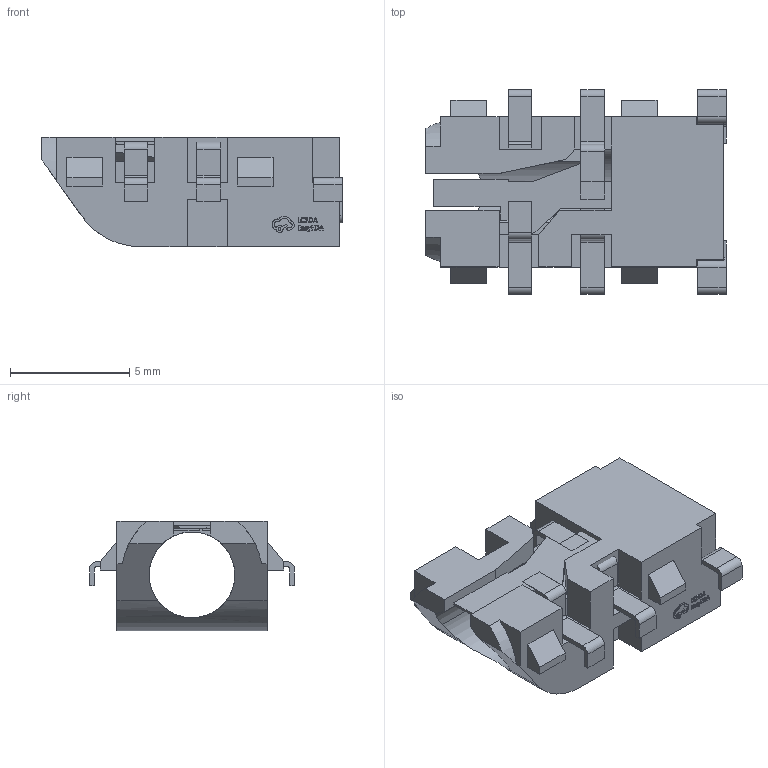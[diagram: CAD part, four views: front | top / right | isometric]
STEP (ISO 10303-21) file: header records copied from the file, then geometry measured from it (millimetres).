
FILE_DESCRIPTION (( 'STEP AP214' ), '1' );
FILE_NAME ('AUDIO-TH_PJ-603-6A.step', '2022-06-16T10:46:14', ( '' ), ( '' ), 'SwSTEP 2.0', 'SolidWorks 2020', '' );
FILE_SCHEMA (( 'AUTOMOTIVE_DESIGN' ));
Length unit declared in the file: millimetre
Products named in the file (1): AUDIO-TH_PJ-603-6A
Bounding box: 12.6 x 8.6 x 4.6 mm (x, y, z)
Volume: 177.9 mm3; surface area: 530.2 mm2
Topology: 7 solids, 7 shells, 526 faces, 1363 edges, 880 vertices
Faces by surface type: plane 375, bspline 112, cylinder 39
Entity records: 22887 total; most frequent: CARTESIAN_POINT 4918, ORIENTED_EDGE 2726, DIRECTION 2037, EDGE_CURVE 1363, VECTOR 1043, LINE 1043, VERTEX_POINT 880, EDGE_LOOP 557
